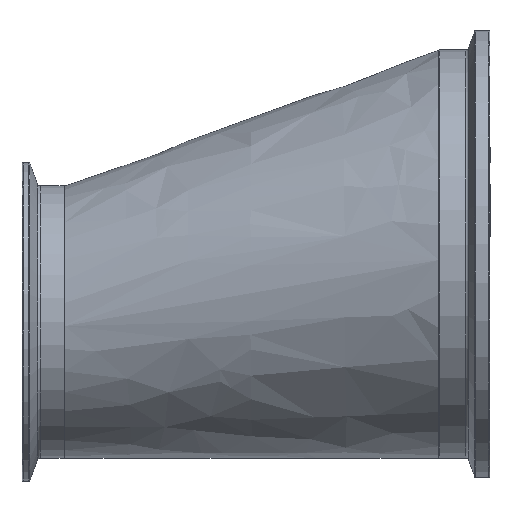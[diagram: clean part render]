
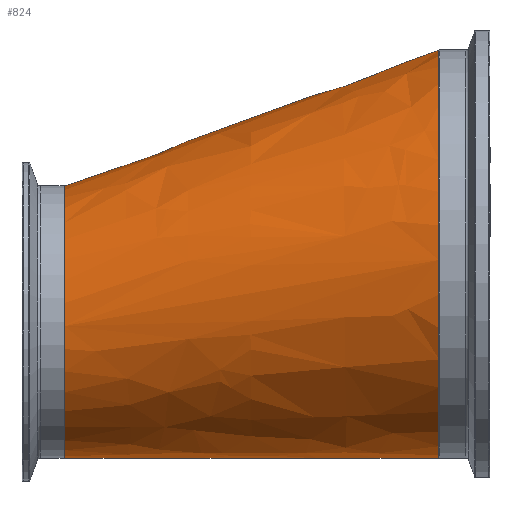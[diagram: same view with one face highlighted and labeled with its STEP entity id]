
A CAD part, top view. The second image highlights one B-rep face of the part: STEP entity #824.
In plain terms, the highlighted free-form (B-spline) face has degree [1, 2] with [2, 9] control points.
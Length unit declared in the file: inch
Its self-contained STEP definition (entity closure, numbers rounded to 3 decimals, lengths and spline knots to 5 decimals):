
#140=FACE_OUTER_BOUND('',#180,.T.);
#180=EDGE_LOOP('',(#577,#578,#579,#580,#581,#582));
#222=B_SPLINE_CURVE_WITH_KNOTS('',1,(#1479,#1480),.UNSPECIFIED.,.F.,.F.,
(2,2),(-1.8957,-0.00547),.UNSPECIFIED.);
#227=CIRCLE('',#945,3.);
#228=CIRCLE('',#946,3.);
#229=CIRCLE('',#948,2.);
#230=CIRCLE('',#949,2.);
#341=VERTEX_POINT('',#1452);
#342=VERTEX_POINT('',#1453);
#343=VERTEX_POINT('',#1457);
#344=VERTEX_POINT('',#1458);
#440=EDGE_CURVE('',#341,#342,#227,.T.);
#441=EDGE_CURVE('',#342,#341,#228,.T.);
#442=EDGE_CURVE('',#343,#344,#229,.T.);
#443=EDGE_CURVE('',#344,#343,#230,.T.);
#444=EDGE_CURVE('',#344,#342,#222,.T.);
#577=ORIENTED_EDGE('',*,*,#442,.T.);
#578=ORIENTED_EDGE('',*,*,#444,.T.);
#579=ORIENTED_EDGE('',*,*,#441,.T.);
#580=ORIENTED_EDGE('',*,*,#440,.T.);
#581=ORIENTED_EDGE('',*,*,#444,.F.);
#582=ORIENTED_EDGE('',*,*,#443,.T.);
#820=(
BOUNDED_SURFACE()
B_SPLINE_SURFACE(1,2,((#1461,#1462,#1463,#1464,#1465,#1466,#1467,#1468,
#1469),(#1470,#1471,#1472,#1473,#1474,#1475,#1476,#1477,#1478)),
 .UNSPECIFIED.,.F.,.T.,.F.)
B_SPLINE_SURFACE_WITH_KNOTS((2,2),(3,2,2,2,3),(-0.17665,2.00951),
(-3.14159,-1.5708,0.,1.5708,3.14159),
 .UNSPECIFIED.)
GEOMETRIC_REPRESENTATION_ITEM()
RATIONAL_B_SPLINE_SURFACE(((1.,0.707,1.,0.707,1.,
0.707,1.,0.707,1.),(1.,0.707,1.,0.707,
1.,0.707,1.,0.707,1.)))
REPRESENTATION_ITEM('')
SURFACE()
);
#824=ADVANCED_FACE('',(#140),#820,.F.);
#945=AXIS2_PLACEMENT_3D('',#1454,#1109,#1110);
#946=AXIS2_PLACEMENT_3D('',#1455,#1111,#1112);
#948=AXIS2_PLACEMENT_3D('',#1459,#1115,#1116);
#949=AXIS2_PLACEMENT_3D('',#1460,#1117,#1118);
#1109=DIRECTION('center_axis',(-1.,0.,0.));
#1110=DIRECTION('ref_axis',(0.,-1.,0.));
#1111=DIRECTION('center_axis',(-1.,0.,0.));
#1112=DIRECTION('ref_axis',(0.,-1.,0.));
#1115=DIRECTION('center_axis',(1.,0.,0.));
#1116=DIRECTION('ref_axis',(0.,-1.,0.));
#1117=DIRECTION('center_axis',(1.,0.,0.));
#1118=DIRECTION('ref_axis',(0.,-1.,0.));
#1452=CARTESIAN_POINT('',(5.5,-2.,0.));
#1453=CARTESIAN_POINT('',(5.5,0.90689,2.99855));
#1454=CARTESIAN_POINT('Origin',(5.5,1.,0.));
#1455=CARTESIAN_POINT('Origin',(5.5,1.,0.));
#1457=CARTESIAN_POINT('',(0.,-2.,0.));
#1458=CARTESIAN_POINT('',(0.,-0.06208,1.99904));
#1459=CARTESIAN_POINT('Origin',(0.,0.,0.));
#1460=CARTESIAN_POINT('Origin',(0.,0.,0.));
#1461=CARTESIAN_POINT('Ctrl Pts',(6.02991,1.00024,3.09485));
#1462=CARTESIAN_POINT('Ctrl Pts',(5.50134,4.00049,3.09485));
#1463=CARTESIAN_POINT('Ctrl Pts',(5.50134,4.00049,0.));
#1464=CARTESIAN_POINT('Ctrl Pts',(5.50134,4.00049,-3.09485));
#1465=CARTESIAN_POINT('Ctrl Pts',(6.02991,1.00024,-3.09485));
#1466=CARTESIAN_POINT('Ctrl Pts',(6.55847,-2.,-3.09485));
#1467=CARTESIAN_POINT('Ctrl Pts',(6.55847,-2.,0.));
#1468=CARTESIAN_POINT('Ctrl Pts',(6.55847,-2.,3.09485));
#1469=CARTESIAN_POINT('Ctrl Pts',(6.02991,1.00024,3.09485));
#1470=CARTESIAN_POINT('Ctrl Pts',(-0.33114,-0.12041,
1.93886));
#1471=CARTESIAN_POINT('Ctrl Pts',(-0.66227,1.75917,1.93886));
#1472=CARTESIAN_POINT('Ctrl Pts',(-0.66227,1.75917,0.));
#1473=CARTESIAN_POINT('Ctrl Pts',(-0.66227,1.75917,-1.93886));
#1474=CARTESIAN_POINT('Ctrl Pts',(-0.33114,-0.12041,
-1.93886));
#1475=CARTESIAN_POINT('Ctrl Pts',(0.,-2.,
-1.93886));
#1476=CARTESIAN_POINT('Ctrl Pts',(0.,-2.,0.));
#1477=CARTESIAN_POINT('Ctrl Pts',(0.,-2.,
1.93886));
#1478=CARTESIAN_POINT('Ctrl Pts',(-0.33114,-0.12041,
1.93886));
#1479=CARTESIAN_POINT('Ctrl Pts',(0.,-0.06208,
1.99904));
#1480=CARTESIAN_POINT('Ctrl Pts',(5.5,0.90689,2.99855));
